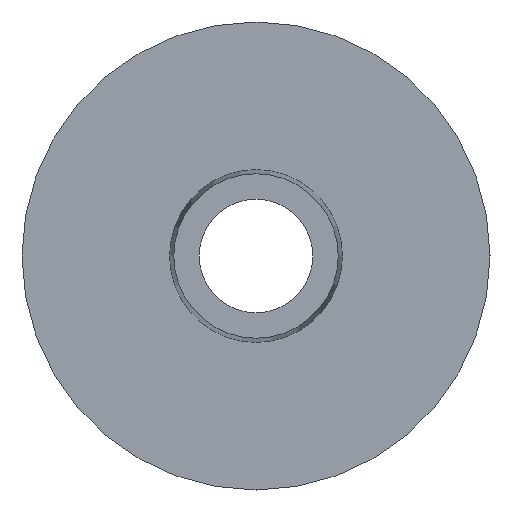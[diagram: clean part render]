
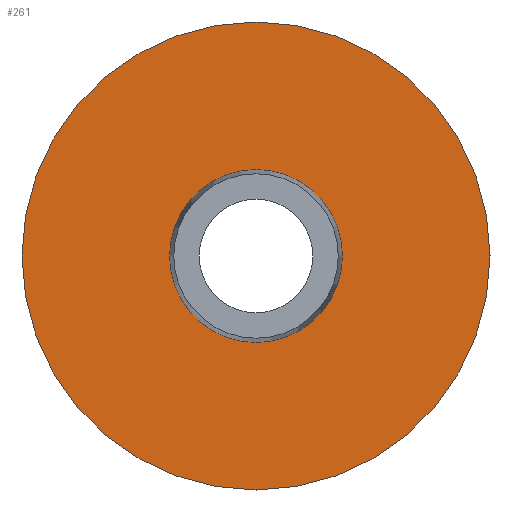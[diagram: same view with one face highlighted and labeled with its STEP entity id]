
A CAD part, left-side view. The second image highlights one B-rep face of the part: STEP entity #261.
In plain terms, the highlighted planar face has unit normal (-1, 0, 0).
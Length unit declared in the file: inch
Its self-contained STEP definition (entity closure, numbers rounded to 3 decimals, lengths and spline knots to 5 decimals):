
#227=CARTESIAN_POINT('',(-4.19822,0.27057,0.0));
#228=VERTEX_POINT('',#227);
#229=CARTESIAN_POINT('',(-4.19822,0.00257,0.0));
#230=DIRECTION('',(1.0,0.0,0.0));
#231=DIRECTION('',(0.0,1.0,0.0));
#232=AXIS2_PLACEMENT_3D('',#229,#230,#231);
#233=CIRCLE('',#232,0.268);
#234=EDGE_CURVE('',#228,#228,#233,.T.);
#242=CARTESIAN_POINT('',(-4.19822,0.51157,0.0));
#243=DIRECTION('',(-1.0,0.0,0.0));
#244=DIRECTION('',(0.0,0.0,1.0));
#245=AXIS2_PLACEMENT_3D('',#242,#243,#244);
#246=PLANE('',#245);
#247=CARTESIAN_POINT('',(-4.19822,0.75257,0.0));
#248=VERTEX_POINT('',#247);
#249=CARTESIAN_POINT('',(-4.19822,0.00257,0.0));
#250=DIRECTION('',(1.0,0.0,0.0));
#251=DIRECTION('',(0.0,1.0,0.0));
#252=AXIS2_PLACEMENT_3D('',#249,#250,#251);
#253=CIRCLE('',#252,0.75);
#254=EDGE_CURVE('',#248,#248,#253,.T.);
#255=ORIENTED_EDGE('',*,*,#254,.F.);
#256=EDGE_LOOP('',(#255));
#257=FACE_OUTER_BOUND('',#256,.T.);
#258=ORIENTED_EDGE('',*,*,#234,.T.);
#259=EDGE_LOOP('',(#258));
#260=FACE_BOUND('',#259,.T.);
#261=ADVANCED_FACE('',(#257,#260),#246,.T.);
